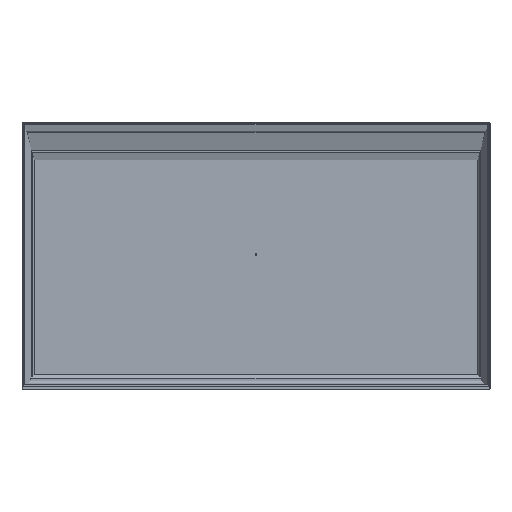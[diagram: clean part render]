
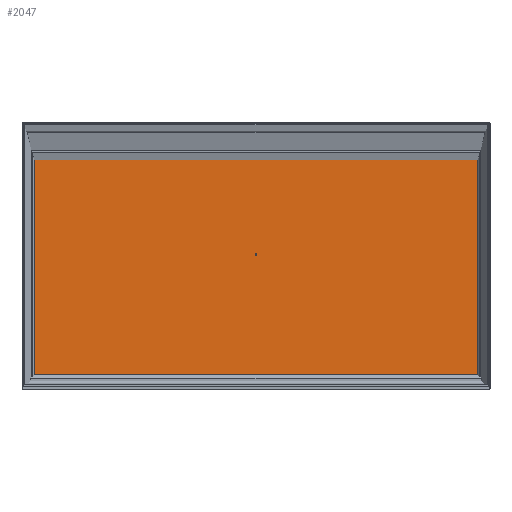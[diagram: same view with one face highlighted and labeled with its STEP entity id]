
A CAD part, top view. The second image highlights one B-rep face of the part: STEP entity #2047.
In plain terms, the highlighted planar face has unit normal (0, 0, 1).
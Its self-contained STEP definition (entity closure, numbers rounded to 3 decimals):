
#463=DIRECTION('',(-1.,0.,0.));
#464=VECTOR('',#463,1158.59);
#465=CARTESIAN_POINT('',(579.295,-313.963,-37.7));
#466=LINE('',#465,#464);
#467=DIRECTION('',(-1.,0.,0.));
#468=VECTOR('',#467,1158.59);
#469=CARTESIAN_POINT('',(579.295,247.985,-37.7));
#470=LINE('',#469,#468);
#471=DIRECTION('',(0.,1.,0.));
#472=VECTOR('',#471,561.948);
#473=CARTESIAN_POINT('',(579.295,-313.963,-37.7));
#474=LINE('',#473,#472);
#475=CARTESIAN_POINT('',(0.,0.,-37.7));
#476=DIRECTION('',(0.,0.,-1.));
#477=DIRECTION('',(-1.,0.,0.));
#478=AXIS2_PLACEMENT_3D('',#475,#476,#477);
#480=CARTESIAN_POINT('',(0.,0.,-37.7));
#481=DIRECTION('',(0.,0.,-1.));
#482=DIRECTION('',(1.,0.,0.));
#483=AXIS2_PLACEMENT_3D('',#480,#481,#482);
#537=DIRECTION('',(0.,1.,0.));
#538=VECTOR('',#537,561.948);
#539=CARTESIAN_POINT('',(-579.295,-313.963,-37.7));
#540=LINE('',#539,#538);
#1253=CARTESIAN_POINT('',(579.295,-313.963,-37.7));
#1255=VERTEX_POINT('',#1253);
#1257=CARTESIAN_POINT('',(-579.295,-313.963,-37.7));
#1258=VERTEX_POINT('',#1257);
#1273=CARTESIAN_POINT('',(579.295,247.985,-37.7));
#1274=CARTESIAN_POINT('',(-579.295,247.985,-37.7));
#1275=VERTEX_POINT('',#1273);
#1276=VERTEX_POINT('',#1274);
#1445=CARTESIAN_POINT('',(-2.5,0.,-37.7));
#1446=CARTESIAN_POINT('',(2.5,0.,-37.7));
#1447=VERTEX_POINT('',#1445);
#1448=VERTEX_POINT('',#1446);
#2028=CARTESIAN_POINT('',(579.528,-353.,-37.7));
#2029=DIRECTION('',(0.,0.,-1.));
#2030=DIRECTION('',(-1.,0.,0.));
#2031=AXIS2_PLACEMENT_3D('',#2028,#2029,#2030);
#2032=PLANE('',#2031);
#2034=ORIENTED_EDGE('',*,*,#2033,.T.);
#2036=ORIENTED_EDGE('',*,*,#2035,.T.);
#2038=ORIENTED_EDGE('',*,*,#2037,.F.);
#2040=ORIENTED_EDGE('',*,*,#2039,.F.);
#2041=EDGE_LOOP('',(#2034,#2036,#2038,#2040));
#2042=FACE_OUTER_BOUND('',#2041,.F.);
#2043=ORIENTED_EDGE('',*,*,#2008,.F.);
#2044=ORIENTED_EDGE('',*,*,#2022,.F.);
#2045=EDGE_LOOP('',(#2043,#2044));
#2046=FACE_BOUND('',#2045,.F.);
#2047=ADVANCED_FACE('',(#2042,#2046),#2032,.F.);
#479=CIRCLE('',#478,2.5);
#484=CIRCLE('',#483,2.5);
#2008=EDGE_CURVE('',#1447,#1448,#479,.T.);
#2022=EDGE_CURVE('',#1448,#1447,#484,.T.);
#2033=EDGE_CURVE('',#1255,#1258,#466,.T.);
#2035=EDGE_CURVE('',#1258,#1276,#540,.T.);
#2037=EDGE_CURVE('',#1275,#1276,#470,.T.);
#2039=EDGE_CURVE('',#1255,#1275,#474,.T.);
